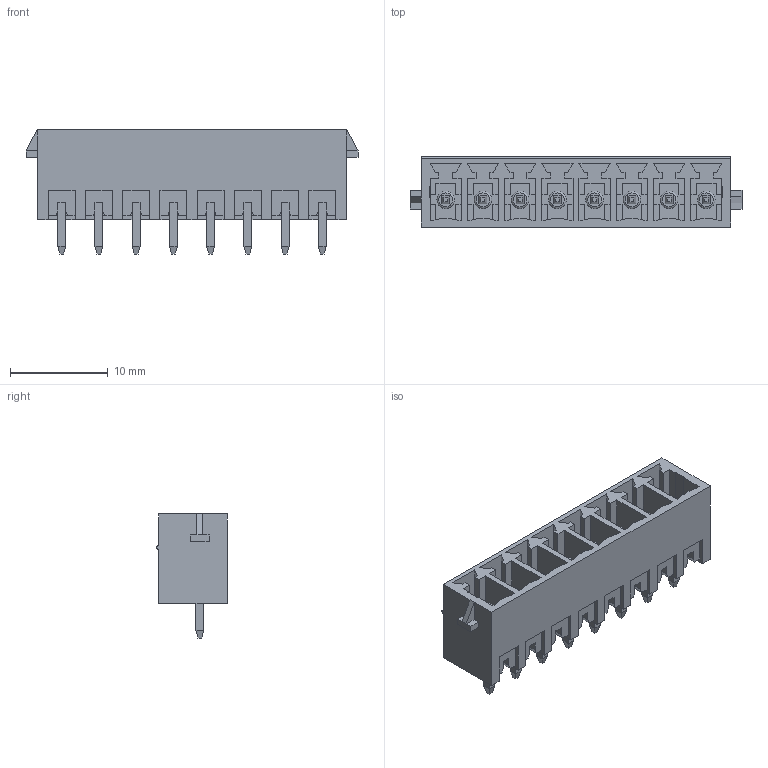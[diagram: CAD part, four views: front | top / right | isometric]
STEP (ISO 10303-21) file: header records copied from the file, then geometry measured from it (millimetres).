
FILE_DESCRIPTION( ( 'Unknown' ), '1' );
FILE_NAME( '691305330008.stp', 'Unknown', ( 'Unknown' ), ( 'Unknown' ), 'PSStep 18.0.17', 'Unknown', ' ' );
FILE_SCHEMA( ( 'AUTOMOTIVE_DESIGN { 1 0 10303 214 1 1 1 1 }' ) );
Length unit declared in the file: millimetre
Products named in the file (3): Assem1; 6913053300xx_PIN; 691305330008
Assembly tree (9 placements, depth 2):
  Assem1
    6913053300xx_PIN  x8
    691305330008
Bounding box: 33.97 x 7.2 x 12.7 mm (x, y, z)
Volume: 1021.2 mm3; surface area: 3026.5 mm2
Topology: 9 solids, 9 shells, 488 faces, 1314 edges, 852 vertices
Faces by surface type: plane 463, cylinder 17, torus 8
Full cylindrical faces by diameter (mm): 1.8 x8
Entity records: 15622 total; most frequent: CARTESIAN_POINT 2226, ORIENTED_EDGE 2188, DIRECTION 1952, EDGE_CURVE 1094, LINE 1036, VECTOR 1036, VERTEX_POINT 732, AXIS2_PLACEMENT_3D 458
